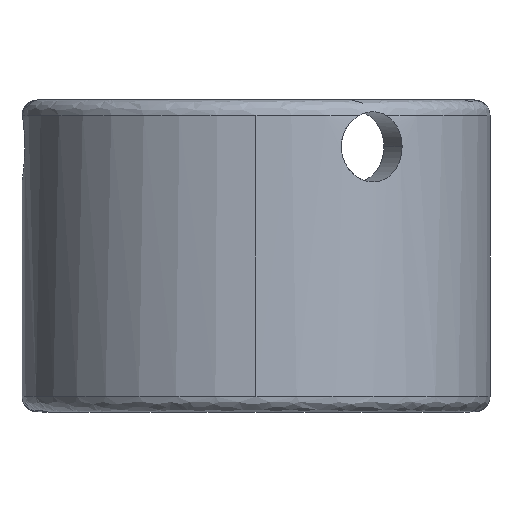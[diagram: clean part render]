
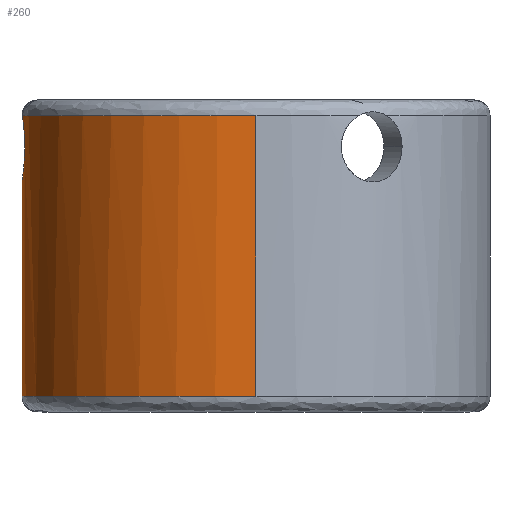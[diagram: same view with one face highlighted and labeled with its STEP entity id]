
A CAD part, left-side view. The second image highlights one B-rep face of the part: STEP entity #260.
In plain terms, the highlighted cylindrical face has radius 15 mm (diameter 30 mm), a partial arc.
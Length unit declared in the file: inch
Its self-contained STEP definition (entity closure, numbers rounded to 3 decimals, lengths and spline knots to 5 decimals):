
#4 = CARTESIAN_POINT ( 'NONE',  ( -0.08858, 0.58387, -0.11811 ) ) ;
#39 = DIRECTION ( 'NONE',  ( -1., 0., 0. ) ) ;
#46 = CARTESIAN_POINT ( 'NONE',  ( -0.07689, 0.58553, -0.16248 ) ) ;
#50 = ORIENTED_EDGE ( 'NONE', *, *, #737, .F. ) ;
#51 = CARTESIAN_POINT ( 'NONE',  ( -0.08858, 0.58387, -0.10994 ) ) ;
#73 = AXIS2_PLACEMENT_3D ( 'NONE', #522, #202, #39 ) ;
#94 = CIRCLE ( 'NONE', #912, 0.59055 ) ;
#114 = AXIS2_PLACEMENT_3D ( 'NONE', #850, #947, #550 ) ;
#140 = CARTESIAN_POINT ( 'NONE',  ( -0.08858, 0.58387, -0.12397 ) ) ;
#190 = DIRECTION ( 'NONE',  ( 0., 0., -1. ) ) ;
#202 = DIRECTION ( 'NONE',  ( 0., 0., -1. ) ) ;
#208 = VECTOR ( 'NONE', #190, 39.37008 ) ;
#214 = CARTESIAN_POINT ( 'NONE',  ( 0., 0.59055, 0.03937 ) ) ;
#216 = EDGE_LOOP ( 'NONE', ( #1079, #486, #1170, #299, #50, #757 ) ) ;
#237 = CARTESIAN_POINT ( 'NONE',  ( -0.04058, 0.58916, -0.03937 ) ) ;
#260 = ADVANCED_FACE ( 'NONE', ( #796 ), #682, .T. ) ;
#264 = CARTESIAN_POINT ( 'NONE',  ( -0.07978, 0.58515, -0.07879 ) ) ;
#277 = EDGE_CURVE ( 'NONE', #1114, #400, #1192, .T. ) ;
#284 = B_SPLINE_CURVE_WITH_KNOTS ( 'NONE', 3,
 ( #628, #360, #1006, #736, #1118, #264, #929, #907, #51, #814 ),
 .UNSPECIFIED., .F., .F.,
 ( 4, 2, 2, 2, 4 ),
 ( 0., 0.00061, 0.00123, 0.00184, 0.00245 ),
 .UNSPECIFIED. ) ;
#299 = ORIENTED_EDGE ( 'NONE', *, *, #277, .T. ) ;
#322 = LINE ( 'NONE', #214, #688 ) ;
#356 = EDGE_CURVE ( 'NONE', #608, #1114, #284, .T. ) ;
#360 = CARTESIAN_POINT ( 'NONE',  ( -0.04783, 0.58866, -0.04311 ) ) ;
#400 = VERTEX_POINT ( 'NONE', #756 ) ;
#455 = DIRECTION ( 'NONE',  ( 0., 0., -1. ) ) ;
#465 = CARTESIAN_POINT ( 'NONE',  ( -0.59055, 0., -0.74803 ) ) ;
#482 = CARTESIAN_POINT ( 'NONE',  ( -0.59055, 0., -0.03937 ) ) ;
#486 = ORIENTED_EDGE ( 'NONE', *, *, #952, .T. ) ;
#500 = CARTESIAN_POINT ( 'NONE',  ( 0., 0.59055, -0.74803 ) ) ;
#510 = CARTESIAN_POINT ( 'NONE',  ( 0., 0.59055, -0.20669 ) ) ;
#522 = CARTESIAN_POINT ( 'NONE',  ( 0., 0., 0.03937 ) ) ;
#550 = DIRECTION ( 'NONE',  ( -1., 0., 0. ) ) ;
#557 = DIRECTION ( 'NONE',  ( -1., 0., 0. ) ) ;
#588 = CARTESIAN_POINT ( 'NONE',  ( -0.04465, 0.58896, -0.19548 ) ) ;
#608 = VERTEX_POINT ( 'NONE', #237 ) ;
#609 = CARTESIAN_POINT ( 'NONE',  ( -0.08858, 0.58387, -0.11811 ) ) ;
#617 = CARTESIAN_POINT ( 'NONE',  ( -0.08405, 0.58454, -0.14668 ) ) ;
#628 = CARTESIAN_POINT ( 'NONE',  ( -0.04058, 0.58916, -0.03937 ) ) ;
#629 = EDGE_CURVE ( 'NONE', #791, #879, #1026, .T. ) ;
#676 = CARTESIAN_POINT ( 'NONE',  ( -0.59055, 0., 0.03937 ) ) ;
#682 = CYLINDRICAL_SURFACE ( 'NONE', #73, 0.59055 ) ;
#687 = CARTESIAN_POINT ( 'NONE',  ( -0.07961, 0.58517, -0.1574 ) ) ;
#688 = VECTOR ( 'NONE', #1077, 39.37008 ) ;
#736 = CARTESIAN_POINT ( 'NONE',  ( -0.06623, 0.58686, -0.05873 ) ) ;
#737 = EDGE_CURVE ( 'NONE', #791, #400, #322, .T. ) ;
#756 = CARTESIAN_POINT ( 'NONE',  ( 0., 0.59055, -0.20669 ) ) ;
#757 = ORIENTED_EDGE ( 'NONE', *, *, #629, .T. ) ;
#780 = CARTESIAN_POINT ( 'NONE',  ( -0.06673, 0.58678, -0.17665 ) ) ;
#791 = VERTEX_POINT ( 'NONE', #500 ) ;
#796 = FACE_OUTER_BOUND ( 'NONE', #216, .T. ) ;
#814 = CARTESIAN_POINT ( 'NONE',  ( -0.08858, 0.58387, -0.11811 ) ) ;
#838 = CARTESIAN_POINT ( 'NONE',  ( 0., 0., -0.03937 ) ) ;
#850 = CARTESIAN_POINT ( 'NONE',  ( 0., 0., -0.74803 ) ) ;
#879 = VERTEX_POINT ( 'NONE', #465 ) ;
#900 = CARTESIAN_POINT ( 'NONE',  ( -0.01172, 0.59055, -0.20669 ) ) ;
#907 = CARTESIAN_POINT ( 'NONE',  ( -0.08745, 0.58405, -0.10184 ) ) ;
#912 = AXIS2_PLACEMENT_3D ( 'NONE', #838, #455, #557 ) ;
#929 = CARTESIAN_POINT ( 'NONE',  ( -0.08308, 0.58468, -0.08635 ) ) ;
#947 = DIRECTION ( 'NONE',  ( 0., 0., 1. ) ) ;
#951 = LINE ( 'NONE', #676, #208 ) ;
#952 = EDGE_CURVE ( 'NONE', #1220, #608, #94, .T. ) ;
#987 = CARTESIAN_POINT ( 'NONE',  ( -0.05451, 0.58809, -0.18888 ) ) ;
#995 = CARTESIAN_POINT ( 'NONE',  ( -0.07047, 0.58634, -0.1721 ) ) ;
#1006 = CARTESIAN_POINT ( 'NONE',  ( -0.0544, 0.58807, -0.04773 ) ) ;
#1026 = CIRCLE ( 'NONE', #114, 0.59055 ) ;
#1057 = CARTESIAN_POINT ( 'NONE',  ( -0.08801, 0.58396, -0.12973 ) ) ;
#1077 = DIRECTION ( 'NONE',  ( 0., 0., 1. ) ) ;
#1079 = ORIENTED_EDGE ( 'NONE', *, *, #1089, .F. ) ;
#1089 = EDGE_CURVE ( 'NONE', #1220, #879, #951, .T. ) ;
#1114 = VERTEX_POINT ( 'NONE', #4 ) ;
#1118 = CARTESIAN_POINT ( 'NONE',  ( -0.0714, 0.58623, -0.06507 ) ) ;
#1158 = CARTESIAN_POINT ( 'NONE',  ( -0.02335, 0.59019, -0.20433 ) ) ;
#1170 = ORIENTED_EDGE ( 'NONE', *, *, #356, .T. ) ;
#1177 = CARTESIAN_POINT ( 'NONE',  ( -0.08575, 0.58429, -0.14105 ) ) ;
#1192 = B_SPLINE_CURVE_WITH_KNOTS ( 'NONE', 3,
 ( #609, #140, #1057, #1177, #617, #687, #46, #995, #780, #987, #588, #1158, #900, #510 ),
 .UNSPECIFIED., .F., .F.,
 ( 4, 2, 2, 2, 2, 2, 4 ),
 ( 0., 0.00044, 0.00088, 0.00132, 0.00176, 0.00264, 0.00352 ),
 .UNSPECIFIED. ) ;
#1220 = VERTEX_POINT ( 'NONE', #482 ) ;
